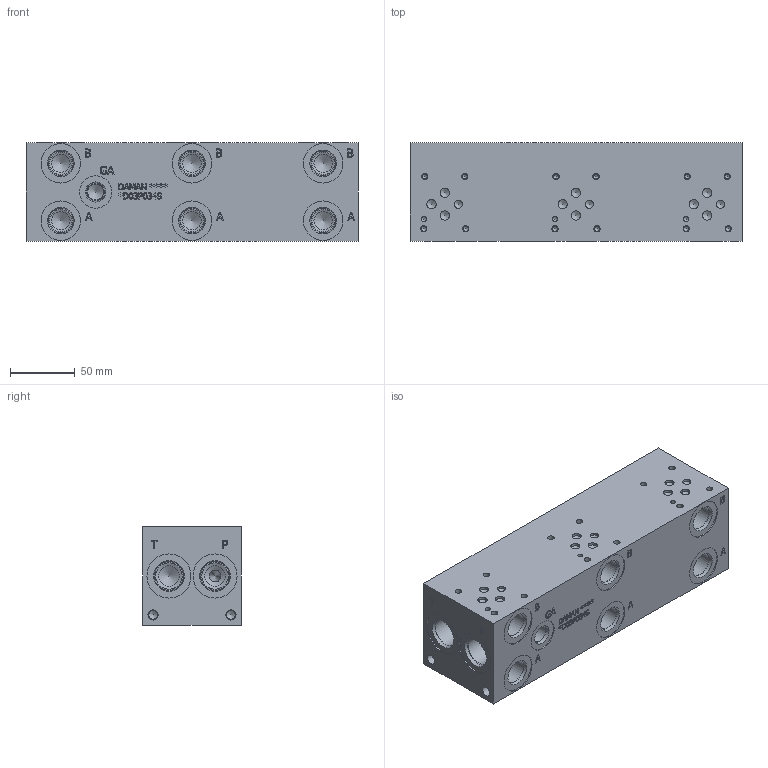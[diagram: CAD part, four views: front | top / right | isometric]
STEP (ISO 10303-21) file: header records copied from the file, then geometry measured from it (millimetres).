
FILE_DESCRIPTION(/* description */ (''),/* implementation_level */ '2;1');
FILE_NAME(/* name */ '_D03P034S.stp',/* time_stamp */ '2022-10-17T13:03:25-04:00',/* author */ ('bobbyh'),/* organization */ (''),/* preprocessor_version */ 'ST-DEVELOPER v18',/* originating_system */ 'Autodesk Inventor 2020',/* authorisation */ '');
FILE_SCHEMA (('AUTOMOTIVE_DESIGN { 1 0 10303 214 3 1 1 }'));
Length unit declared in the file: millimetre
Products named in the file (1): Part_AD03P034S_3D
Bounding box: 257.18 x 76.2 x 76.2 mm (x, y, z)
Volume: 1402026.7 mm3; surface area: 111833.6 mm2
Topology: 1 solids, 1 shells, 753 faces, 2050 edges, 1387 vertices
Faces by surface type: plane 396, bspline 174, cylinder 105, cone 78
Full cylindrical faces by diameter (mm): 3.785 x12, 3.962 x3, 4.826 x12, 6.35 x3, 6.528 x4, 7.137 x9, 7.925 x4, 12.294 x1, 12.9 x1, 14.275 x1, 14.3 x6, 14.529 x1, 15.875 x4, 17.501 x6, 19.05 x6, 19.253 x6, 20.447 x4, 22.225 x3, 22.23 x1, 22.555 x4, 23.901 x3, 25.019 x1, 30.632 x6, 34.138 x4
Entity records: 25101 total; most frequent: CARTESIAN_POINT 6411, ORIENTED_EDGE 4016, DIRECTION 3205, EDGE_CURVE 2008, VERTEX_POINT 1387, LINE 1275, VECTOR 1275, AXIS2_PLACEMENT_3D 965
